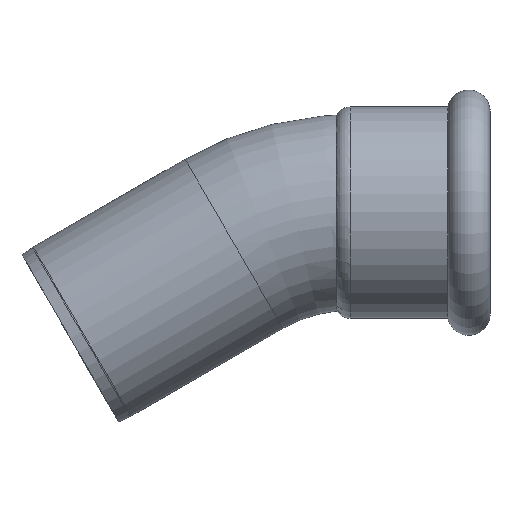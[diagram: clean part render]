
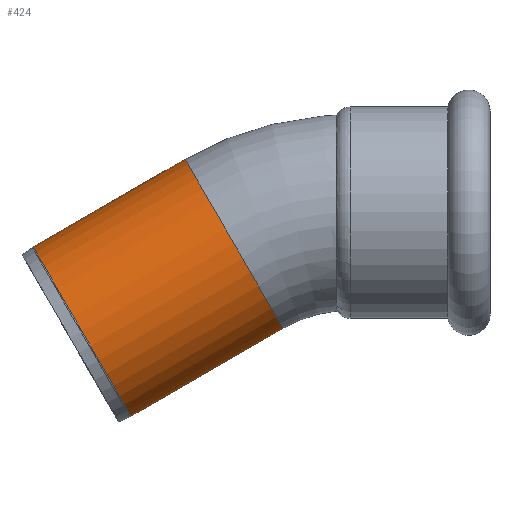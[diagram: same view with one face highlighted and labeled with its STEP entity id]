
A CAD part, top view. The second image highlights one B-rep face of the part: STEP entity #424.
In plain terms, the highlighted cylindrical face has radius 21 mm (diameter 42 mm), a full revolution.
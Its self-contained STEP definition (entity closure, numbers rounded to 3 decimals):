
#30=LINE('',#776,#39);
#39=VECTOR('',#632,21.);
#46=CYLINDRICAL_SURFACE('',#500,21.);
#59=FACE_OUTER_BOUND('',#79,.T.);
#79=EDGE_LOOP('',(#331,#332,#333,#334,#335,#336,#337));
#122=CIRCLE('',#496,21.);
#123=CIRCLE('',#497,21.);
#124=CIRCLE('',#498,21.);
#126=CIRCLE('',#501,21.);
#127=CIRCLE('',#502,21.);
#174=VERTEX_POINT('',#764);
#175=VERTEX_POINT('',#765);
#176=VERTEX_POINT('',#767);
#177=VERTEX_POINT('',#772);
#178=VERTEX_POINT('',#773);
#233=EDGE_CURVE('',#174,#175,#122,.T.);
#234=EDGE_CURVE('',#176,#174,#123,.T.);
#235=EDGE_CURVE('',#175,#176,#124,.T.);
#237=EDGE_CURVE('',#177,#178,#126,.T.);
#238=EDGE_CURVE('',#178,#177,#127,.T.);
#239=EDGE_CURVE('',#178,#176,#30,.T.);
#331=ORIENTED_EDGE('',*,*,#237,.F.);
#332=ORIENTED_EDGE('',*,*,#238,.F.);
#333=ORIENTED_EDGE('',*,*,#239,.T.);
#334=ORIENTED_EDGE('',*,*,#234,.T.);
#335=ORIENTED_EDGE('',*,*,#233,.T.);
#336=ORIENTED_EDGE('',*,*,#235,.T.);
#337=ORIENTED_EDGE('',*,*,#239,.F.);
#424=ADVANCED_FACE('',(#59),#46,.T.);
#496=AXIS2_PLACEMENT_3D('',#766,#618,#619);
#497=AXIS2_PLACEMENT_3D('',#768,#620,#621);
#498=AXIS2_PLACEMENT_3D('',#769,#622,#623);
#500=AXIS2_PLACEMENT_3D('',#771,#626,#627);
#501=AXIS2_PLACEMENT_3D('',#774,#628,#629);
#502=AXIS2_PLACEMENT_3D('',#775,#630,#631);
#618=DIRECTION('center_axis',(0.866,0.5,0.));
#619=DIRECTION('ref_axis',(-0.5,0.866,0.));
#620=DIRECTION('center_axis',(0.866,0.5,0.));
#621=DIRECTION('ref_axis',(-0.5,0.866,0.));
#622=DIRECTION('center_axis',(0.866,0.5,0.));
#623=DIRECTION('ref_axis',(-0.5,0.866,0.));
#626=DIRECTION('center_axis',(0.866,0.5,0.));
#627=DIRECTION('ref_axis',(-0.5,0.866,0.));
#628=DIRECTION('center_axis',(0.866,0.5,0.));
#629=DIRECTION('ref_axis',(0.,0.,-1.));
#630=DIRECTION('center_axis',(0.866,0.5,0.));
#631=DIRECTION('ref_axis',(0.,0.,-1.));
#632=DIRECTION('',(-0.866,-0.5,0.));
#764=CARTESIAN_POINT('',(-98.133,-7.352,0.));
#765=CARTESIAN_POINT('',(-87.633,-25.538,21.));
#766=CARTESIAN_POINT('Origin',(-87.633,-25.538,0.));
#767=CARTESIAN_POINT('',(-77.133,-43.725,0.));
#768=CARTESIAN_POINT('Origin',(-87.633,-25.538,0.));
#769=CARTESIAN_POINT('Origin',(-87.633,-25.538,0.));
#771=CARTESIAN_POINT('Origin',(-71.317,-16.119,0.));
#772=CARTESIAN_POINT('',(-55.001,-6.699,21.));
#773=CARTESIAN_POINT('',(-44.501,-24.885,0.));
#774=CARTESIAN_POINT('Origin',(-55.001,-6.699,0.));
#775=CARTESIAN_POINT('Origin',(-55.001,-6.699,0.));
#776=CARTESIAN_POINT('',(-60.817,-34.305,0.));
